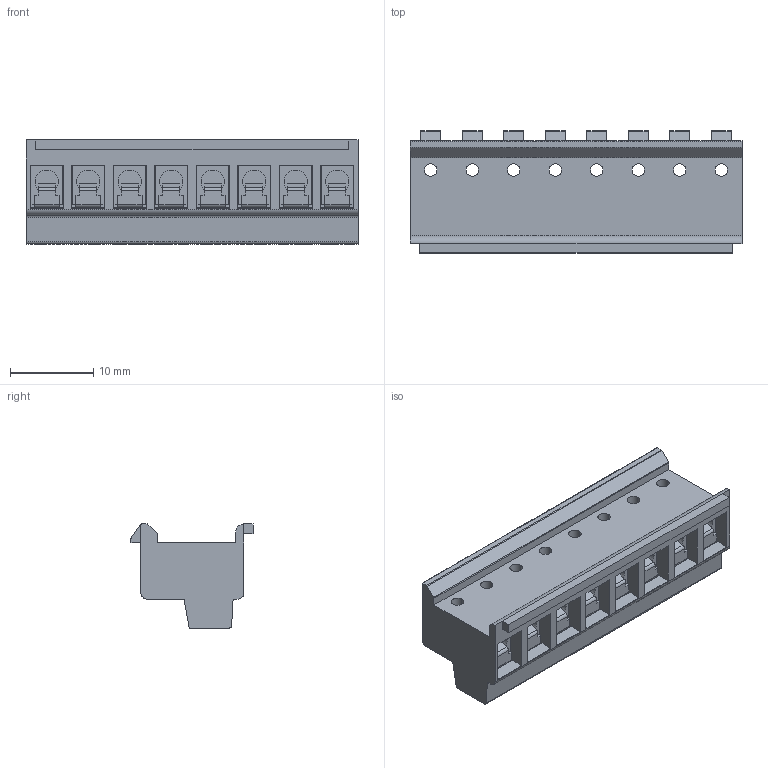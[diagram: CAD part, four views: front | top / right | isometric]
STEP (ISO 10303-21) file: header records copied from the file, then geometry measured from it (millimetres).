
FILE_DESCRIPTION((''),'2;1');
FILE_NAME('TL221T-XXP-XC','2024-12-03T11:53:21',('sheji'),(''),'CREO PARAMETRIC BY PTC INC, 2018100','CREO PARAMETRIC BY PTC INC, 2018100','');
FILE_SCHEMA(('CONFIG_CONTROL_DESIGN'));
Length unit declared in the file: millimetre
Products named in the file (1): TL221T-XXP-XC
Bounding box: 40 x 14.7 x 12.55 mm (x, y, z)
Volume: 3796.4 mm3; surface area: 3615.4 mm2
Topology: 1 solids, 1 shells, 459 faces, 1225 edges, 800 vertices
Faces by surface type: plane 355, cylinder 104
Entity records: 14245 total; most frequent: CARTESIAN_POINT 2484, ORIENTED_EDGE 2450, DIRECTION 2367, EDGE_CURVE 1225, VECTOR 1001, LINE 1001, VERTEX_POINT 800, AXIS2_PLACEMENT_3D 683
